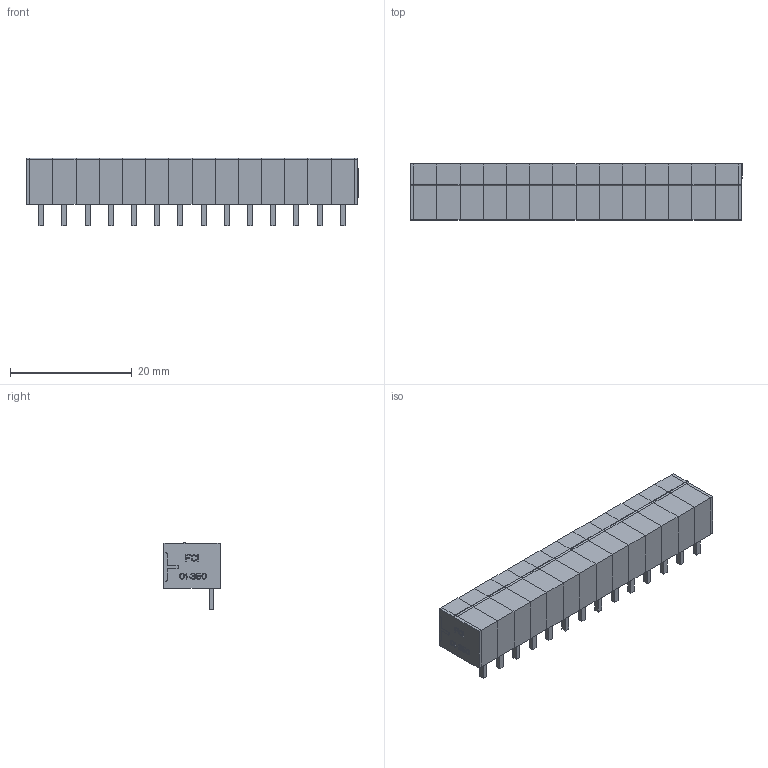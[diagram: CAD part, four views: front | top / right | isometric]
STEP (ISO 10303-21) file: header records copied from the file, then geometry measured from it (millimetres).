
FILE_DESCRIPTION(('STEP AP214'),'1');
FILE_NAME('20020110d141a01lf.stp','2020-03-24T14:16:54',('TraceParts'),('TraceParts S.A.'),'Spatial InterOp 3D',' ',' ');
FILE_SCHEMA(('AUTOMOTIVE_DESIGN { 1 0 10303 214 1 1 1 1 }'));
Length unit declared in the file: millimetre
Products named in the file (1): 20020110d141a01lf_1
Bounding box: 54.53 x 9.2 x 11.12 mm (x, y, z)
Volume: 2085.5 mm3; surface area: 6940.8 mm2
Topology: 16 solids, 16 shells, 1143 faces, 3048 edges, 2004 vertices
Faces by surface type: plane 905, cylinder 154, torus 56, cone 28
Entity records: 35325 total; most frequent: CARTESIAN_POINT 6379, ORIENTED_EDGE 6096, DIRECTION 5786, EDGE_CURVE 3048, LINE 2572, VECTOR 2572, VERTEX_POINT 2004, AXIS2_PLACEMENT_3D 1607
